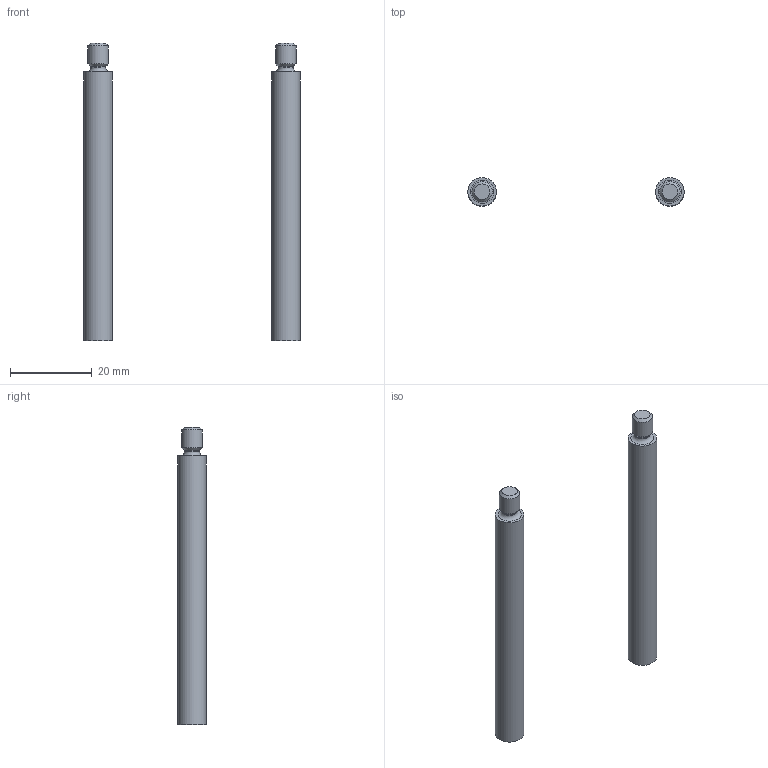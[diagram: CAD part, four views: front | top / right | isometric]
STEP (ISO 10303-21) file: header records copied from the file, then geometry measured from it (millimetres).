
FILE_DESCRIPTION(/* description */ ('STEP AP214'),/* implementation_level */ '2;1');
FILE_NAME(/* name */ '546476_FRB-D-MAXI-U',/* time_stamp */ '2024-08-28T15:18:13+02:00',/* author */ ('License CC BY-ND 4.0'),/* organization */ ('CADENAS'),/* preprocessor_version */ 'ST-DEVELOPER v19.3',/* originating_system */ 'PARTsolutions',/* authorisation */ ' ');
FILE_SCHEMA (('AUTOMOTIVE_DESIGN {1 0 10303 214 3 1 1}'));
Length unit declared in the file: millimetre
Products named in the file (2): 546476 FRB-D-MAXI-U; 234370 FRB-D-MAXI
Assembly tree (2 placements, depth 2):
  546476 FRB-D-MAXI-U
    234370 FRB-D-MAXI  x2
Bounding box: 53 x 7 x 72.8 mm (x, y, z)
Volume: 4918.2 mm3; surface area: 3617.7 mm2
Topology: 2 solids, 2 shells, 26 faces, 48 edges, 28 vertices
Faces by surface type: cylinder 8, cone 8, plane 6, torus 4
Full cylindrical faces by diameter (mm): 3.7 x2, 4.134 x2, 5 x2, 7 x2
Entity records: 315 total; most frequent: DIRECTION 56, CARTESIAN_POINT 41, AXIS2_PLACEMENT_3D 28, FACE_BOUND 25, ORIENTED_EDGE 24, EDGE_LOOP 24, VERTEX_POINT 13, ADVANCED_FACE 13
